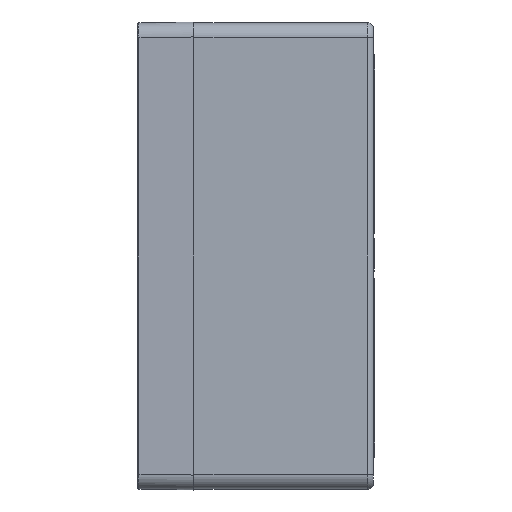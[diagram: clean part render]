
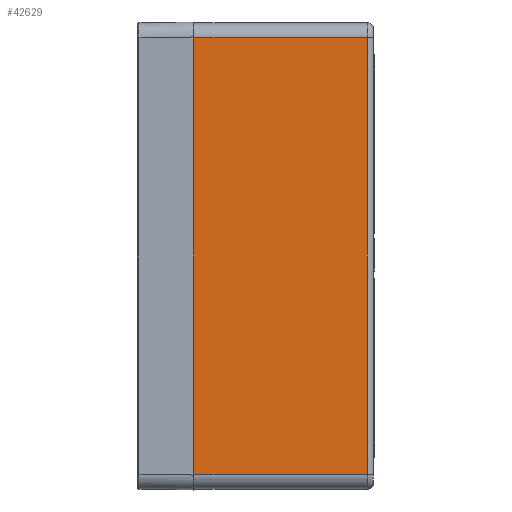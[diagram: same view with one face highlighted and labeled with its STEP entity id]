
A CAD part, left-side view. The second image highlights one B-rep face of the part: STEP entity #42629.
In plain terms, the highlighted planar face has unit normal (-1, 0, 0).
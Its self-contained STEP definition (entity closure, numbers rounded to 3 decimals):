
#1150 = CARTESIAN_POINT ( 'NONE',  ( -201.5, -120., -146. ) ) ;
#4051 = VECTOR ( 'NONE', #35505, 1000. ) ;
#5463 = CARTESIAN_POINT ( 'NONE',  ( -201.5, 0., -146. ) ) ;
#9624 = DIRECTION ( 'NONE',  ( 0., 0., 1. ) ) ;
#10007 = VERTEX_POINT ( 'NONE', #28640 ) ;
#11157 = LINE ( 'NONE', #16941, #61916 ) ;
#11448 = EDGE_CURVE ( 'NONE', #10007, #51465, #23564, .T. ) ;
#15503 = VERTEX_POINT ( 'NONE', #5463 ) ;
#16941 = CARTESIAN_POINT ( 'NONE',  ( -201.5, -120., 146. ) ) ;
#17966 = CARTESIAN_POINT ( 'NONE',  ( -201.5, 0., 146. ) ) ;
#18988 = EDGE_CURVE ( 'NONE', #51465, #36503, #11157, .T. ) ;
#21479 = CARTESIAN_POINT ( 'NONE',  ( -201.5, 0., -156. ) ) ;
#22934 = EDGE_LOOP ( 'NONE', ( #28536, #44534, #47715, #44572 ) ) ;
#23564 = LINE ( 'NONE', #25701, #35122 ) ;
#25701 = CARTESIAN_POINT ( 'NONE',  ( -201.5, -116., 146. ) ) ;
#28536 = ORIENTED_EDGE ( 'NONE', *, *, #57903, .T. ) ;
#28610 = LINE ( 'NONE', #1150, #4051 ) ;
#28640 = CARTESIAN_POINT ( 'NONE',  ( -201.5, -116., -146. ) ) ;
#28799 = VECTOR ( 'NONE', #41106, 1000. ) ;
#31108 = CARTESIAN_POINT ( 'NONE',  ( -201.5, -116., 146. ) ) ;
#32534 = AXIS2_PLACEMENT_3D ( 'NONE', #53658, #39053, #9624 ) ;
#34115 = PLANE ( 'NONE',  #32534 ) ;
#35122 = VECTOR ( 'NONE', #35214, 1000. ) ;
#35214 = DIRECTION ( 'NONE',  ( 0., 0., 1. ) ) ;
#35505 = DIRECTION ( 'NONE',  ( 0., -1., 0. ) ) ;
#36503 = VERTEX_POINT ( 'NONE', #17966 ) ;
#37994 = FACE_OUTER_BOUND ( 'NONE', #22934, .T. ) ;
#39053 = DIRECTION ( 'NONE',  ( -1., 0., 0. ) ) ;
#41106 = DIRECTION ( 'NONE',  ( 0., 0., 1. ) ) ;
#42629 = ADVANCED_FACE ( 'NONE', ( #37994 ), #34115, .T. ) ;
#43457 = LINE ( 'NONE', #21479, #28799 ) ;
#44534 = ORIENTED_EDGE ( 'NONE', *, *, #11448, .T. ) ;
#44572 = ORIENTED_EDGE ( 'NONE', *, *, #44828, .F. ) ;
#44828 = EDGE_CURVE ( 'NONE', #15503, #36503, #43457, .T. ) ;
#46652 = DIRECTION ( 'NONE',  ( 0., 1., 0. ) ) ;
#47715 = ORIENTED_EDGE ( 'NONE', *, *, #18988, .T. ) ;
#51465 = VERTEX_POINT ( 'NONE', #31108 ) ;
#53658 = CARTESIAN_POINT ( 'NONE',  ( -201.5, -120., -156. ) ) ;
#57903 = EDGE_CURVE ( 'NONE', #15503, #10007, #28610, .T. ) ;
#61916 = VECTOR ( 'NONE', #46652, 1000. ) ;
